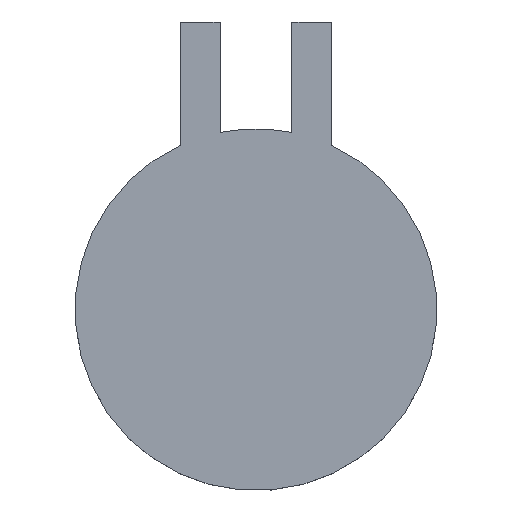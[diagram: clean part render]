
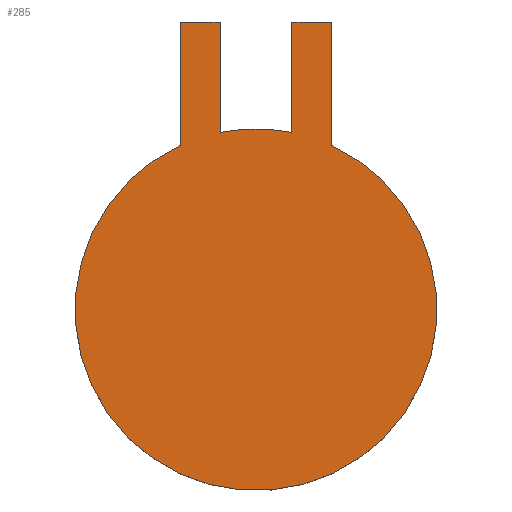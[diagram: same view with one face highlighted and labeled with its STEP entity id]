
A CAD part, top view. The second image highlights one B-rep face of the part: STEP entity #285.
In plain terms, the highlighted planar face has unit normal (0, 0, 1).
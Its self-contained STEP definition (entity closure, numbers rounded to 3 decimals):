
#24 = VERTEX_POINT('',#25);
#25 = CARTESIAN_POINT('',(-20.871,95.436,10.));
#31 = EDGE_CURVE('',#24,#32,#34,.T.);
#32 = VERTEX_POINT('',#33);
#33 = CARTESIAN_POINT('',(-20.871,129.505,10.));
#34 = LINE('',#35,#36);
#35 = CARTESIAN_POINT('',(-20.871,95.436,10.));
#36 = VECTOR('',#37,1.);
#37 = DIRECTION('',(0.,1.,0.));
#62 = EDGE_CURVE('',#32,#63,#65,.T.);
#63 = VERTEX_POINT('',#64);
#64 = CARTESIAN_POINT('',(-9.92,129.505,10.));
#65 = LINE('',#66,#67);
#66 = CARTESIAN_POINT('',(-20.871,129.505,10.));
#67 = VECTOR('',#68,1.);
#68 = DIRECTION('',(1.,0.,0.));
#93 = EDGE_CURVE('',#63,#94,#96,.T.);
#94 = VERTEX_POINT('',#95);
#95 = CARTESIAN_POINT('',(-9.92,99.006,10.));
#96 = LINE('',#97,#98);
#97 = CARTESIAN_POINT('',(-9.92,129.505,10.));
#98 = VECTOR('',#99,1.);
#99 = DIRECTION('',(0.,-1.,0.));
#126 = VERTEX_POINT('',#127);
#127 = CARTESIAN_POINT('',(9.92,99.006,10.));
#133 = EDGE_CURVE('',#126,#94,#134,.T.);
#134 = CIRCLE('',#135,50.);
#135 = AXIS2_PLACEMENT_3D('',#136,#137,#138);
#136 = CARTESIAN_POINT('',(0.,50.,10.));
#137 = DIRECTION('',(0.,0.,1.));
#138 = DIRECTION('',(1.,0.,0.));
#157 = EDGE_CURVE('',#126,#158,#160,.T.);
#158 = VERTEX_POINT('',#159);
#159 = CARTESIAN_POINT('',(9.92,129.505,10.));
#160 = LINE('',#161,#162);
#161 = CARTESIAN_POINT('',(9.92,99.006,10.));
#162 = VECTOR('',#163,1.);
#163 = DIRECTION('',(0.,1.,0.));
#188 = EDGE_CURVE('',#158,#189,#191,.T.);
#189 = VERTEX_POINT('',#190);
#190 = CARTESIAN_POINT('',(20.871,129.505,10.));
#191 = LINE('',#192,#193);
#192 = CARTESIAN_POINT('',(9.92,129.505,10.));
#193 = VECTOR('',#194,1.);
#194 = DIRECTION('',(1.,0.,0.));
#219 = EDGE_CURVE('',#189,#220,#222,.T.);
#220 = VERTEX_POINT('',#221);
#221 = CARTESIAN_POINT('',(20.871,95.436,10.));
#222 = LINE('',#223,#224);
#223 = CARTESIAN_POINT('',(20.871,129.505,10.));
#224 = VECTOR('',#225,1.);
#225 = DIRECTION('',(0.,-1.,0.));
#250 = EDGE_CURVE('',#24,#220,#251,.T.);
#251 = CIRCLE('',#252,50.);
#252 = AXIS2_PLACEMENT_3D('',#253,#254,#255);
#253 = CARTESIAN_POINT('',(0.,50.,10.));
#254 = DIRECTION('',(0.,0.,1.));
#255 = DIRECTION('',(1.,0.,0.));
#285 = ADVANCED_FACE('',(#286),#296,.T.);
#286 = FACE_BOUND('',#287,.F.);
#287 = EDGE_LOOP('',(#288,#289,#290,#291,#292,#293,#294,#295));
#288 = ORIENTED_EDGE('',*,*,#31,.T.);
#289 = ORIENTED_EDGE('',*,*,#62,.T.);
#290 = ORIENTED_EDGE('',*,*,#93,.T.);
#291 = ORIENTED_EDGE('',*,*,#133,.F.);
#292 = ORIENTED_EDGE('',*,*,#157,.T.);
#293 = ORIENTED_EDGE('',*,*,#188,.T.);
#294 = ORIENTED_EDGE('',*,*,#219,.T.);
#295 = ORIENTED_EDGE('',*,*,#250,.F.);
#296 = PLANE('',#297);
#297 = AXIS2_PLACEMENT_3D('',#298,#299,#300);
#298 = CARTESIAN_POINT('',(0.,73.645,10.));
#299 = DIRECTION('',(0.,0.,1.));
#300 = DIRECTION('',(1.,0.,0.));
